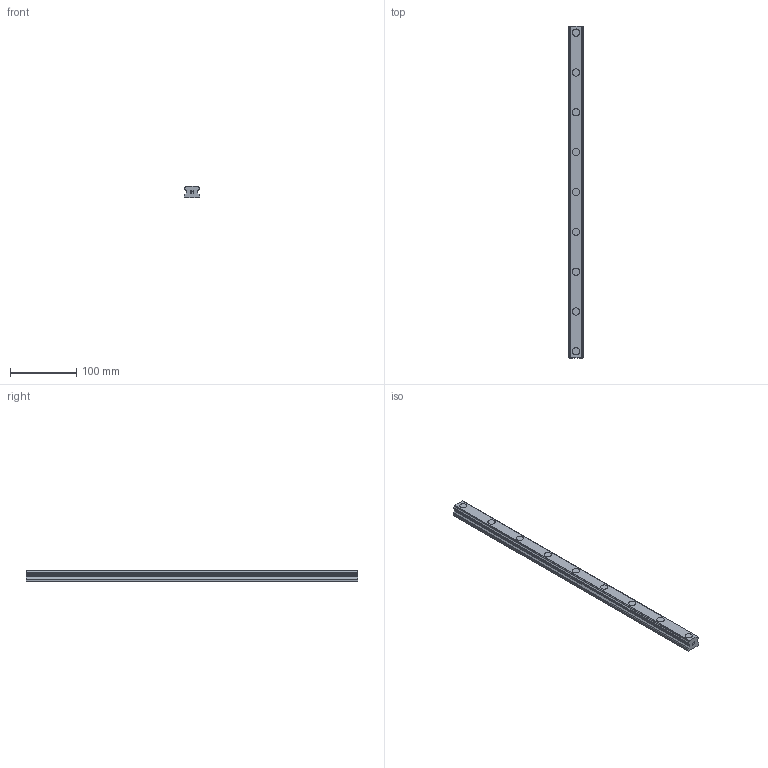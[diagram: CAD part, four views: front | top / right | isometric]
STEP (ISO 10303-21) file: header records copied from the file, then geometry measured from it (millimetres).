
FILE_DESCRIPTION(('STEP AP214'),'1');
FILE_NAME('cctmp_DF745B84-FAF4-4CFD-9BA4-0DAAEC6FC2A5_2021_02_09_13_50_39_0279..stp','2021-02-09T12:50:39',('HIWIN GmbH'),('CADClick - www.CADClick.com'),'Spatial InterOp 3D',' ','unknown authorization');
FILE_SCHEMA(('AUTOMOTIVE_DESIGN'));
Length unit declared in the file: millimetre
Products named in the file (1): EGR25R500C_FILE
Bounding box: 23 x 500 x 18 mm (x, y, z)
Volume: 171236.9 mm3; surface area: 47452.8 mm2
Topology: 1 solids, 1 shells, 213 faces, 567 edges, 378 vertices
Faces by surface type: plane 139, cylinder 74
Entity records: 8429 total; most frequent: DIRECTION 1215, CARTESIAN_POINT 1159, ORIENTED_EDGE 1134, EDGE_CURVE 567, AXIS2_PLACEMENT_3D 434, VERTEX_POINT 378, LINE 347, VECTOR 347
